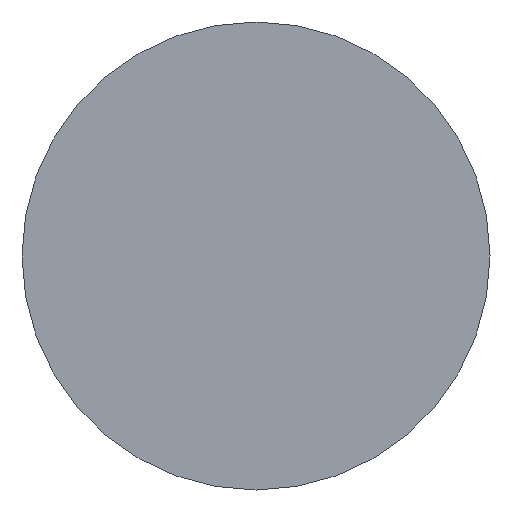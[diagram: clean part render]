
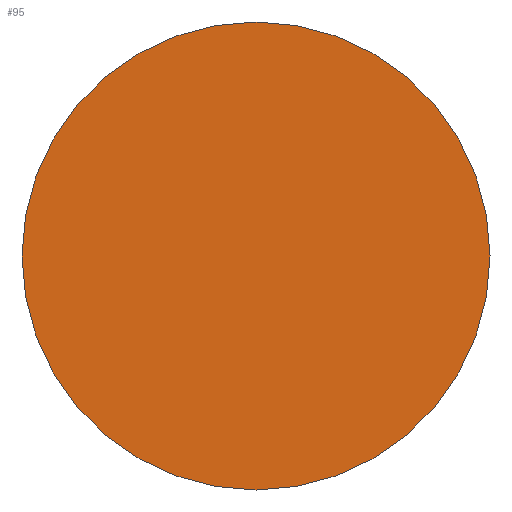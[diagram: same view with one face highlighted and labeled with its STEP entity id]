
A CAD part, front view. The second image highlights one B-rep face of the part: STEP entity #95.
In plain terms, the highlighted planar face has unit normal (0, -1, 0).
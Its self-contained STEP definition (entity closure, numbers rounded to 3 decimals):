
#25=PLANE('',#123);
#32=FACE_OUTER_BOUND('',#41,.T.);
#41=EDGE_LOOP('',(#86));
#53=CIRCLE('',#121,50.);
#59=VERTEX_POINT('',#179);
#68=EDGE_CURVE('',#59,#59,#53,.T.);
#86=ORIENTED_EDGE('',*,*,#68,.F.);
#95=ADVANCED_FACE('',(#32),#25,.F.);
#121=AXIS2_PLACEMENT_3D('',#181,#152,#153);
#123=AXIS2_PLACEMENT_3D('',#183,#156,#157);
#152=DIRECTION('center_axis',(0.,1.,0.));
#153=DIRECTION('ref_axis',(1.,0.,0.));
#156=DIRECTION('center_axis',(0.,1.,0.));
#157=DIRECTION('ref_axis',(1.,0.,0.));
#179=CARTESIAN_POINT('',(-50.,0.,0.));
#181=CARTESIAN_POINT('Origin',(0.,0.,0.));
#183=CARTESIAN_POINT('Origin',(0.,0.,0.));
